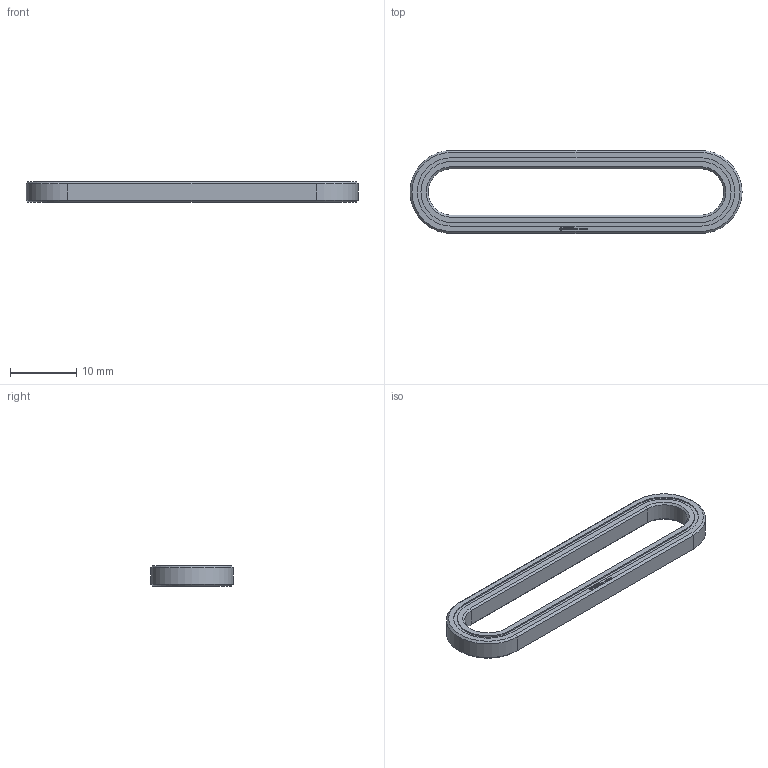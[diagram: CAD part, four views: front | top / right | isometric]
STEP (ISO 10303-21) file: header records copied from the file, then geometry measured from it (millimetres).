
FILE_DESCRIPTION(('FreeCAD Model'),'2;1');
FILE_NAME('Open CASCADE Shape Model','2023-01-09T00:33:36',(''),(''), 'Open CASCADE STEP processor 7.6','FreeCAD','Unknown');
FILE_SCHEMA(('AUTOMOTIVE_DESIGN { 1 0 10303 214 1 1 1 1 }'));
Length unit declared in the file: millimetre
Products named in the file (1): Brace STR SLT FL ERR BU04x01x00.25 - SPN-BRC-0105 (stemfie.org)
Bounding box: 50 x 12.5 x 3.12 mm (x, y, z)
Volume: 877.1 mm3; surface area: 1210.2 mm2
Topology: 1 solids, 1 shells, 537 faces, 1487 edges, 987 vertices
Faces by surface type: plane 331, extrusion 190, cylinder 8, cone 8
Entity records: 36519 total; most frequent: CARTESIAN_POINT 7888, DIRECTION 4612, VECTOR 3840, LINE 3650, ORIENTED_EDGE 2974, PCURVE 2974, DEFINITIONAL_REPRESENTATION 2974, EDGE_CURVE 1487
